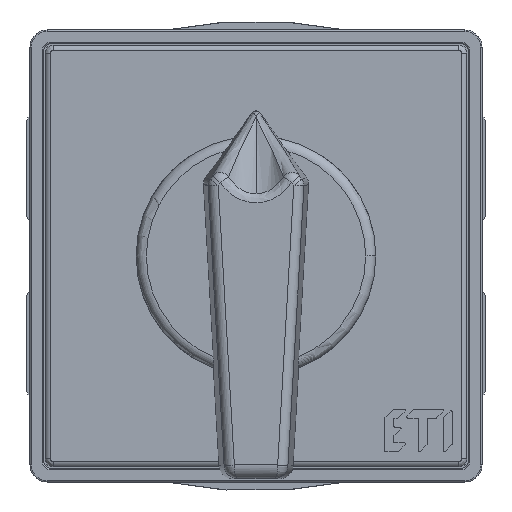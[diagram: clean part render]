
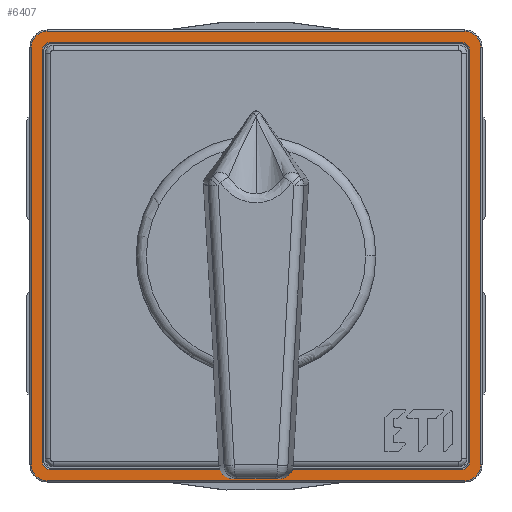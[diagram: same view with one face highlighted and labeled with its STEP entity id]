
A CAD part, front view. The second image highlights one B-rep face of the part: STEP entity #6407.
In plain terms, the highlighted face is planar.
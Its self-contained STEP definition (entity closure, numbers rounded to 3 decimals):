
#5683=DIRECTION('',(-1.,0.,0.));
#5684=VECTOR('',#5683,61.183);
#5685=CARTESIAN_POINT('',(55.473,-22.953,
-44.455));
#5686=LINE('',#5685,#5684);
#5714=CARTESIAN_POINT('',(55.472,40.537,-44.455));
#5715=DIRECTION('',(0.,0.,1.));
#5716=DIRECTION('',(1.,0.002,0.));
#5717=AXIS2_PLACEMENT_3D('',#5714,#5715,#5716);
#5722=CARTESIAN_POINT('',(-5.711,40.537,
-44.455));
#5723=DIRECTION('',(0.,0.,1.));
#5724=DIRECTION('',(-0.001,1.,0.));
#5725=AXIS2_PLACEMENT_3D('',#5722,#5723,#5724);
#5730=CARTESIAN_POINT('',(-5.711,-20.646,
-44.455));
#5731=DIRECTION('',(0.,0.,1.));
#5732=DIRECTION('',(-1.,-0.002,0.));
#5733=AXIS2_PLACEMENT_3D('',#5730,#5731,#5732);
#5738=CARTESIAN_POINT('',(55.472,-20.646,
-44.455));
#5739=DIRECTION('',(0.,0.,1.));
#5740=DIRECTION('',(0.001,-1.,0.));
#5741=AXIS2_PLACEMENT_3D('',#5738,#5739,#5740);
#5746=CARTESIAN_POINT('',(54.971,40.035,-44.455));
#5747=DIRECTION('',(0.,0.,-1.));
#5748=DIRECTION('',(0.001,1.,0.));
#5749=AXIS2_PLACEMENT_3D('',#5746,#5747,#5748);
#5754=CARTESIAN_POINT('',(54.971,-20.145,
-44.455));
#5755=DIRECTION('',(0.,0.,-1.));
#5756=DIRECTION('',(1.,-0.001,0.));
#5757=AXIS2_PLACEMENT_3D('',#5754,#5755,#5756);
#5762=CARTESIAN_POINT('',(-5.209,-20.145,
-44.455));
#5763=DIRECTION('',(0.,0.,-1.));
#5764=DIRECTION('',(-0.001,-1.,0.));
#5765=AXIS2_PLACEMENT_3D('',#5762,#5763,#5764);
#5770=CARTESIAN_POINT('',(-5.209,40.035,
-44.455));
#5771=DIRECTION('',(0.,0.,-1.));
#5772=DIRECTION('',(-1.,0.001,0.));
#5773=AXIS2_PLACEMENT_3D('',#5770,#5771,#5772);
#5785=DIRECTION('',(0.,-1.,0.));
#5786=VECTOR('',#5785,61.184);
#5787=CARTESIAN_POINT('',(57.779,40.538,-44.455));
#5788=LINE('',#5787,#5786);
#5816=DIRECTION('',(1.,0.,0.));
#5817=VECTOR('',#5816,61.183);
#5818=CARTESIAN_POINT('',(-5.712,42.844,
-44.455));
#5819=LINE('',#5818,#5817);
#5854=DIRECTION('',(0.,1.,0.));
#5855=VECTOR('',#5854,61.184);
#5856=CARTESIAN_POINT('',(-8.018,-20.648,
-44.455));
#5857=LINE('',#5856,#5855);
#5875=DIRECTION('',(-1.,0.,0.));
#5876=VECTOR('',#5875,60.18);
#5877=CARTESIAN_POINT('',(54.971,41.239,-44.455));
#5878=LINE('',#5877,#5876);
#5913=DIRECTION('',(0.,-1.,0.));
#5914=VECTOR('',#5913,60.18);
#5915=CARTESIAN_POINT('',(-6.413,40.035,
-44.455));
#5916=LINE('',#5915,#5914);
#5944=DIRECTION('',(1.,0.,0.));
#5945=VECTOR('',#5944,60.18);
#5946=CARTESIAN_POINT('',(-5.209,-21.349,
-44.455));
#5947=LINE('',#5946,#5945);
#5982=DIRECTION('',(0.,1.,0.));
#5983=VECTOR('',#5982,60.18);
#5984=CARTESIAN_POINT('',(56.174,-20.145,
-44.455));
#5985=LINE('',#5984,#5983);
#6124=CARTESIAN_POINT('',(55.472,-22.953,
-44.455));
#6125=VERTEX_POINT('',#6124);
#6126=CARTESIAN_POINT('',(57.779,-20.646,
-44.455));
#6127=VERTEX_POINT('',#6126);
#6128=CARTESIAN_POINT('',(-5.711,-22.953,
-44.455));
#6129=VERTEX_POINT('',#6128);
#6130=CARTESIAN_POINT('',(-8.018,-20.65,
-44.455));
#6131=VERTEX_POINT('',#6130);
#6132=CARTESIAN_POINT('',(57.779,40.538,-44.455));
#6133=VERTEX_POINT('',#6132);
#6134=CARTESIAN_POINT('',(55.469,42.844,-44.455));
#6135=VERTEX_POINT('',#6134);
#6136=CARTESIAN_POINT('',(-5.712,42.844,
-44.455));
#6137=VERTEX_POINT('',#6136);
#6138=CARTESIAN_POINT('',(-8.018,40.537,
-44.455));
#6139=VERTEX_POINT('',#6138);
#6140=CARTESIAN_POINT('',(54.971,41.239,-44.455));
#6141=CARTESIAN_POINT('',(-5.209,41.239,
-44.455));
#6142=VERTEX_POINT('',#6140);
#6143=VERTEX_POINT('',#6141);
#6144=CARTESIAN_POINT('',(56.174,40.035,-44.455));
#6145=VERTEX_POINT('',#6144);
#6146=CARTESIAN_POINT('',(56.174,-20.145,
-44.455));
#6147=VERTEX_POINT('',#6146);
#6148=CARTESIAN_POINT('',(54.97,-21.349,
-44.455));
#6149=VERTEX_POINT('',#6148);
#6150=CARTESIAN_POINT('',(-5.209,-21.349,
-44.455));
#6151=VERTEX_POINT('',#6150);
#6152=CARTESIAN_POINT('',(-6.413,-20.145,
-44.455));
#6153=VERTEX_POINT('',#6152);
#6154=CARTESIAN_POINT('',(-6.413,40.035,
-44.455));
#6155=VERTEX_POINT('',#6154);
#6369=CARTESIAN_POINT('',(57.98,43.044,-44.455));
#6370=DIRECTION('',(0.,0.,1.));
#6371=DIRECTION('',(1.,0.,0.));
#6372=AXIS2_PLACEMENT_3D('',#6369,#6370,#6371);
#6373=PLANE('',#6372);
#6375=ORIENTED_EDGE('',*,*,#6374,.F.);
#6377=ORIENTED_EDGE('',*,*,#6376,.T.);
#6379=ORIENTED_EDGE('',*,*,#6378,.F.);
#6381=ORIENTED_EDGE('',*,*,#6380,.T.);
#6383=ORIENTED_EDGE('',*,*,#6382,.F.);
#6384=ORIENTED_EDGE('',*,*,#6361,.T.);
#6385=ORIENTED_EDGE('',*,*,#6350,.F.);
#6386=ORIENTED_EDGE('',*,*,#6336,.T.);
#6387=EDGE_LOOP('',(#6375,#6377,#6379,#6381,#6383,#6384,#6385,#6386));
#6388=FACE_OUTER_BOUND('',#6387,.F.);
#6390=ORIENTED_EDGE('',*,*,#6389,.F.);
#6392=ORIENTED_EDGE('',*,*,#6391,.T.);
#6394=ORIENTED_EDGE('',*,*,#6393,.F.);
#6396=ORIENTED_EDGE('',*,*,#6395,.T.);
#6398=ORIENTED_EDGE('',*,*,#6397,.F.);
#6400=ORIENTED_EDGE('',*,*,#6399,.T.);
#6402=ORIENTED_EDGE('',*,*,#6401,.F.);
#6404=ORIENTED_EDGE('',*,*,#6403,.T.);
#6405=EDGE_LOOP('',(#6390,#6392,#6394,#6396,#6398,#6400,#6402,#6404));
#6406=FACE_BOUND('',#6405,.F.);
#5718=CIRCLE('',#5717,2.307);
#5726=CIRCLE('',#5725,2.307);
#5734=CIRCLE('',#5733,2.307);
#5742=CIRCLE('',#5741,2.307);
#5750=CIRCLE('',#5749,1.204);
#5758=CIRCLE('',#5757,1.204);
#5766=CIRCLE('',#5765,1.204);
#5774=CIRCLE('',#5773,1.204);
#6336=EDGE_CURVE('',#6125,#6127,#5742,.T.);
#6350=EDGE_CURVE('',#6125,#6129,#5686,.T.);
#6361=EDGE_CURVE('',#6131,#6129,#5734,.T.);
#6374=EDGE_CURVE('',#6133,#6127,#5788,.T.);
#6376=EDGE_CURVE('',#6133,#6135,#5718,.T.);
#6378=EDGE_CURVE('',#6137,#6135,#5819,.T.);
#6380=EDGE_CURVE('',#6137,#6139,#5726,.T.);
#6382=EDGE_CURVE('',#6131,#6139,#5857,.T.);
#6389=EDGE_CURVE('',#6142,#6143,#5878,.T.);
#6391=EDGE_CURVE('',#6142,#6145,#5750,.T.);
#6393=EDGE_CURVE('',#6147,#6145,#5985,.T.);
#6395=EDGE_CURVE('',#6147,#6149,#5758,.T.);
#6397=EDGE_CURVE('',#6151,#6149,#5947,.T.);
#6399=EDGE_CURVE('',#6151,#6153,#5766,.T.);
#6401=EDGE_CURVE('',#6155,#6153,#5916,.T.);
#6403=EDGE_CURVE('',#6155,#6143,#5774,.T.);
#6407=ADVANCED_FACE('',(#6388,#6406),#6373,.F.);
